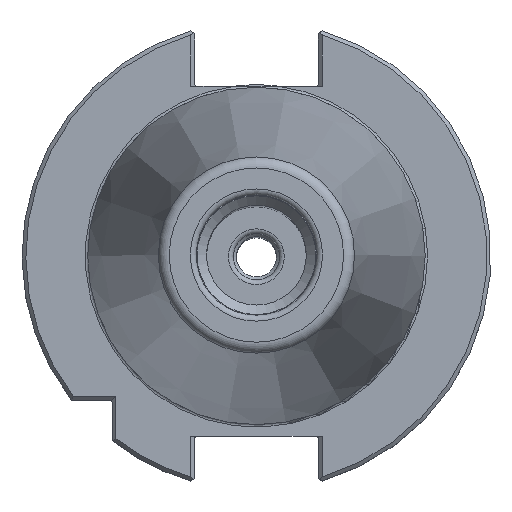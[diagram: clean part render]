
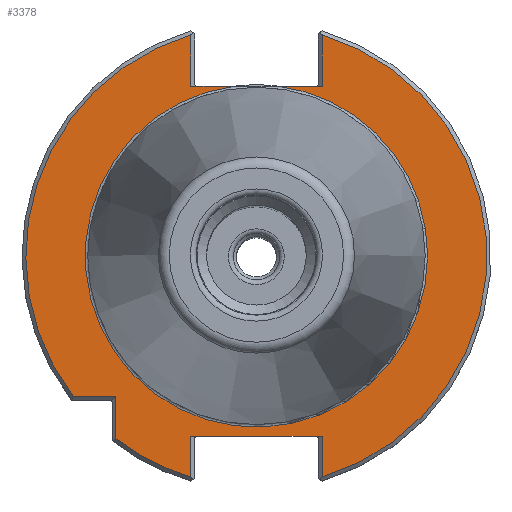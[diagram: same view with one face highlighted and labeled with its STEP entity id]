
A CAD part, top view. The second image highlights one B-rep face of the part: STEP entity #3378.
In plain terms, the highlighted planar face has unit normal (0, 0, 1).
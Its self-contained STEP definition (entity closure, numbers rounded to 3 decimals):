
#67=LINE('',#4757,#163);
#83=LINE('',#4815,#179);
#85=LINE('',#4819,#181);
#102=LINE('',#4897,#198);
#104=LINE('',#4903,#200);
#105=LINE('',#4906,#201);
#106=LINE('',#4908,#202);
#107=LINE('',#4912,#203);
#108=LINE('',#4914,#204);
#163=VECTOR('',#3986,1000.);
#179=VECTOR('',#4042,1000.);
#181=VECTOR('',#4044,1000.);
#198=VECTOR('',#4101,1000.);
#200=VECTOR('',#4107,1000.);
#201=VECTOR('',#4110,1000.);
#202=VECTOR('',#4113,1000.);
#203=VECTOR('',#4116,1000.);
#204=VECTOR('',#4117,1000.);
#527=ORIENTED_EDGE('',*,*,#1051,.T.);
#528=ORIENTED_EDGE('',*,*,#1052,.T.);
#529=ORIENTED_EDGE('',*,*,#986,.F.);
#530=ORIENTED_EDGE('',*,*,#1049,.T.);
#531=ORIENTED_EDGE('',*,*,#1053,.T.);
#532=ORIENTED_EDGE('',*,*,#1054,.T.);
#533=ORIENTED_EDGE('',*,*,#1017,.F.);
#534=ORIENTED_EDGE('',*,*,#1055,.F.);
#535=ORIENTED_EDGE('',*,*,#1015,.F.);
#536=ORIENTED_EDGE('',*,*,#1056,.T.);
#537=ORIENTED_EDGE('',*,*,#1057,.T.);
#538=ORIENTED_EDGE('',*,*,#1058,.T.);
#539=ORIENTED_EDGE('',*,*,#1059,.T.);
#986=EDGE_CURVE('',#1274,#1275,#67,.T.);
#1015=EDGE_CURVE('',#1296,#1297,#83,.T.);
#1017=EDGE_CURVE('',#1298,#1293,#85,.T.);
#1049=EDGE_CURVE('',#1274,#1322,#102,.T.);
#1051=EDGE_CURVE('',#1324,#1325,#1503,.T.);
#1052=EDGE_CURVE('',#1325,#1275,#104,.T.);
#1053=EDGE_CURVE('',#1322,#1326,#1504,.T.);
#1054=EDGE_CURVE('',#1326,#1293,#105,.T.);
#1055=EDGE_CURVE('',#1297,#1298,#1505,.T.);
#1056=EDGE_CURVE('',#1296,#1327,#106,.T.);
#1057=EDGE_CURVE('',#1327,#1328,#1506,.T.);
#1058=EDGE_CURVE('',#1328,#1329,#107,.T.);
#1059=EDGE_CURVE('',#1329,#1324,#108,.T.);
#1274=VERTEX_POINT('',#4756);
#1275=VERTEX_POINT('',#4758);
#1293=VERTEX_POINT('',#4808);
#1296=VERTEX_POINT('',#4814);
#1297=VERTEX_POINT('',#4816);
#1298=VERTEX_POINT('',#4818);
#1322=VERTEX_POINT('',#4895);
#1324=VERTEX_POINT('',#4901);
#1325=VERTEX_POINT('',#4902);
#1326=VERTEX_POINT('',#4905);
#1327=VERTEX_POINT('',#4909);
#1328=VERTEX_POINT('',#4911);
#1329=VERTEX_POINT('',#4913);
#1503=CIRCLE('',#3607,47.95);
#1504=CIRCLE('',#3608,47.95);
#1505=CIRCLE('',#3609,35.591);
#1506=CIRCLE('',#3610,47.95);
#1685=EDGE_LOOP('',(#527,#528,#529,#530,#531,#532,#533,#534,#535,#536,#537,
#538,#539));
#1943=FACE_BOUND('',#1685,.T.);
#2156=PLANE('',#3606);
#3378=ADVANCED_FACE('',(#1943),#2156,.T.);
#3606=AXIS2_PLACEMENT_3D('',#4899,#4103,#4104);
#3607=AXIS2_PLACEMENT_3D('',#4900,#4105,#4106);
#3608=AXIS2_PLACEMENT_3D('',#4904,#4108,#4109);
#3609=AXIS2_PLACEMENT_3D('',#4907,#4111,#4112);
#3610=AXIS2_PLACEMENT_3D('',#4910,#4114,#4115);
#3986=DIRECTION('',(-1.,0.,0.));
#4042=DIRECTION('',(1.,0.,0.));
#4044=DIRECTION('',(1.,0.,0.));
#4101=DIRECTION('',(0.,-1.,0.));
#4103=DIRECTION('',(0.,0.,1.));
#4104=DIRECTION('',(1.,0.,0.));
#4105=DIRECTION('',(0.,0.,1.));
#4106=DIRECTION('',(1.,0.,0.));
#4107=DIRECTION('',(0.,1.,0.));
#4108=DIRECTION('',(0.,0.,1.));
#4109=DIRECTION('',(1.,0.,0.));
#4110=DIRECTION('',(0.,-1.,0.));
#4111=DIRECTION('',(0.,0.,1.));
#4112=DIRECTION('',(1.,0.,0.));
#4113=DIRECTION('',(0.,1.,0.));
#4114=DIRECTION('',(0.,0.,1.));
#4115=DIRECTION('',(1.,0.,0.));
#4116=DIRECTION('',(1.,0.,0.));
#4117=DIRECTION('',(0.,-1.,0.));
#4756=CARTESIAN_POINT('',(13.65,-37.5,-3.2));
#4757=CARTESIAN_POINT('',(12.85,-37.5,-3.2));
#4758=CARTESIAN_POINT('',(-13.65,-37.5,-3.2));
#4808=CARTESIAN_POINT('',(13.65,35.3,-3.2));
#4814=CARTESIAN_POINT('',(-13.65,35.3,-3.2));
#4815=CARTESIAN_POINT('',(-12.85,35.3,-3.2));
#4816=CARTESIAN_POINT('',(-4.543,35.3,-3.2));
#4818=CARTESIAN_POINT('',(4.543,35.3,-3.2));
#4819=CARTESIAN_POINT('',(-12.85,35.3,-3.2));
#4895=CARTESIAN_POINT('',(13.65,-45.966,-3.2));
#4897=CARTESIAN_POINT('',(13.65,-47.181,-3.2));
#4899=CARTESIAN_POINT('',(35.591,0.,-3.2));
#4900=CARTESIAN_POINT('',(0.,0.,-3.2));
#4901=CARTESIAN_POINT('',(-29.2,-38.034,-3.2));
#4902=CARTESIAN_POINT('',(-13.65,-45.966,-3.2));
#4903=CARTESIAN_POINT('',(-13.65,-37.5,-3.2));
#4904=CARTESIAN_POINT('',(0.,0.,-3.2));
#4905=CARTESIAN_POINT('',(13.65,45.966,-3.2));
#4906=CARTESIAN_POINT('',(13.65,35.3,-3.2));
#4907=CARTESIAN_POINT('',(0.,0.,-3.2));
#4908=CARTESIAN_POINT('',(-13.65,47.181,-3.2));
#4909=CARTESIAN_POINT('',(-13.65,45.966,-3.2));
#4910=CARTESIAN_POINT('',(0.,0.,-3.2));
#4911=CARTESIAN_POINT('',(-38.034,-29.2,-3.2));
#4912=CARTESIAN_POINT('',(-30.,-29.2,-3.2));
#4913=CARTESIAN_POINT('',(-29.2,-29.2,-3.2));
#4914=CARTESIAN_POINT('',(-29.2,-38.616,-3.2));
